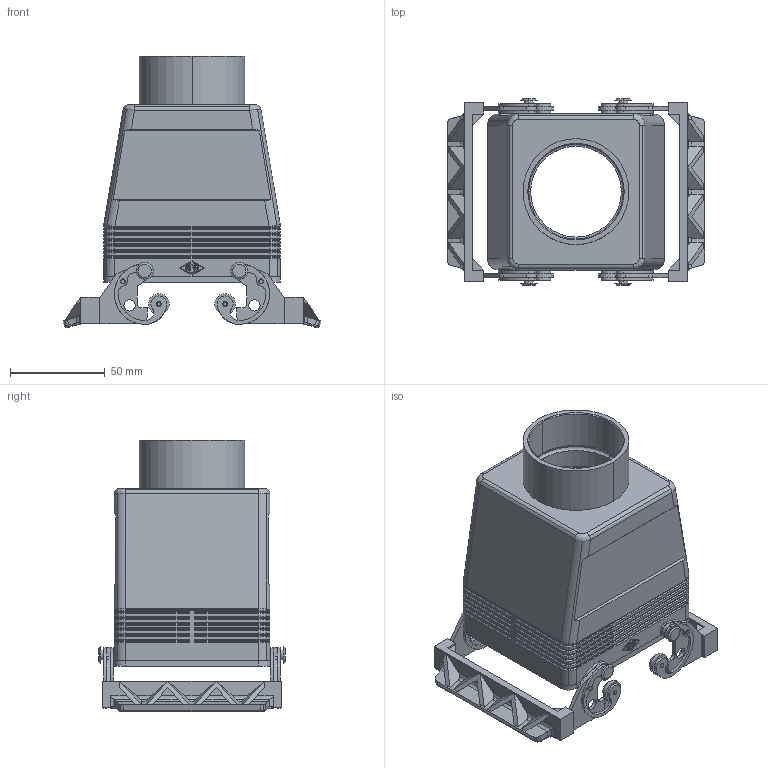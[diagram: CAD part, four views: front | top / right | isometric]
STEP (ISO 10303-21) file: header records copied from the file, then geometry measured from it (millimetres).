
FILE_DESCRIPTION((''),'2;1');
FILE_NAME('MHV 32 G50.stp','2006-12-14T08:18:43',('gembarski'),(''),'Autodesk Inventor 7','Autodesk Inventor 7','');
FILE_SCHEMA(('AUTOMOTIVE_DESIGN { 1 0 10303 214 1 1 1 1 }'));
Length unit declared in the file: millimetre
Products named in the file (1): MHV 32 G50
Bounding box: 136.28 x 98.5 x 143.53 mm (x, y, z)
Volume: 187646 mm3; surface area: 102848.7 mm2
Topology: 1 solids, 5 shells, 1077 faces, 2848 edges, 1815 vertices
Faces by surface type: bspline 329, plane 324, cylinder 290, cone 110, torus 20, sphere 4
Entity records: 36510 total; most frequent: CARTESIAN_POINT 9960, ORIENTED_EDGE 5664, DIRECTION 5467, EDGE_CURVE 2832, AXIS2_PLACEMENT_3D 1890, VERTEX_POINT 1815, VECTOR 1687, LINE 1687
